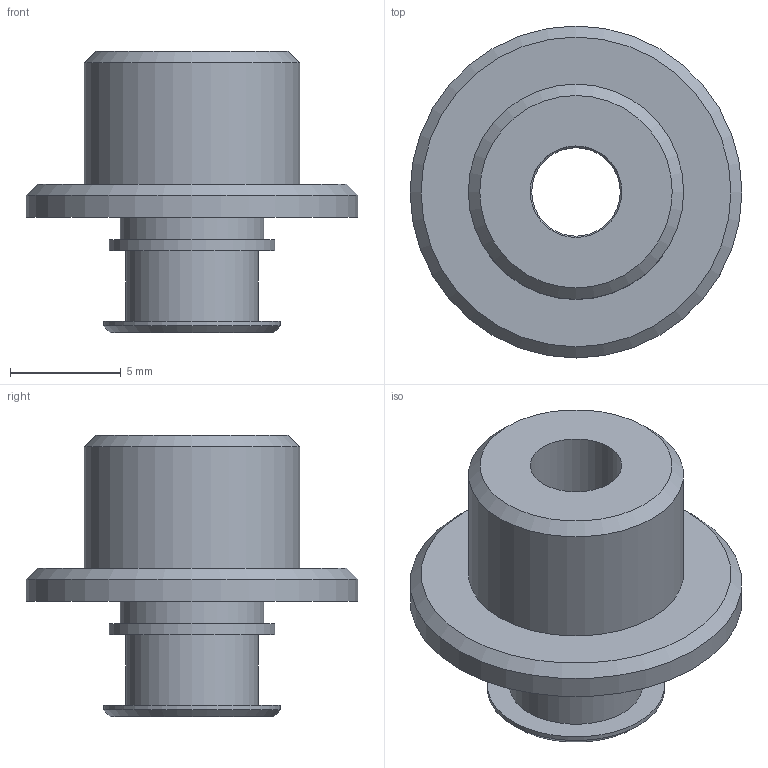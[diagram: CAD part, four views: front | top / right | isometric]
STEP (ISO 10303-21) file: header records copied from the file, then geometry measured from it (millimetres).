
FILE_DESCRIPTION( ( '' ), '1' );
FILE_NAME( '0107580.stp', '2002-09-20T11:22:06', ( 'Andreas Norlén' ), ( 'PIAB AB' ), 'XStep 1.0', 'SolidEdge', ' ' );
FILE_SCHEMA( ( 'CONFIG_CONTROL_DESIGN' ) );
Length unit declared in the file: millimetre
Products named in the file (1): 1
Bounding box: 15 x 15 x 12.7 mm (x, y, z)
Volume: 674.2 mm3; surface area: 901.2 mm2
Topology: 1 solids, 1 shells, 21 faces, 37 edges, 24 vertices
Faces by surface type: cylinder 9, plane 8, cone 4
Full cylindrical faces by diameter (mm): 4 x1, 4.134 x1, 5 x1, 6 x1, 6.5 x1, 7.5 x1, 8 x1, 9.73 x1, 15 x1
Entity records: 472 total; most frequent: DIRECTION 86, CARTESIAN_POINT 64, AXIS2_PLACEMENT_3D 43, EDGE_LOOP 42, ORIENTED_EDGE 42, FACE_OUTER_BOUND 30, ADVANCED_FACE 21, EDGE_CURVE 21
